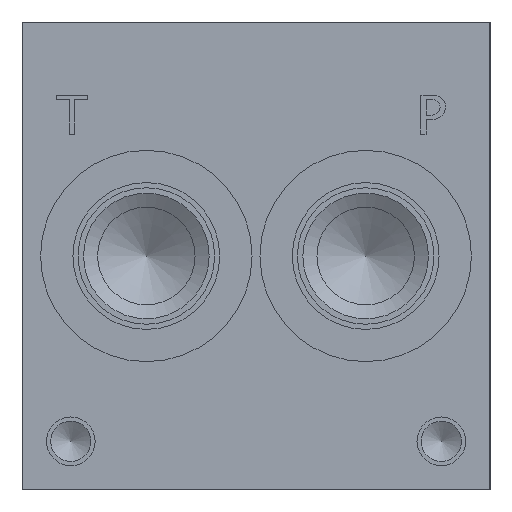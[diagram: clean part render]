
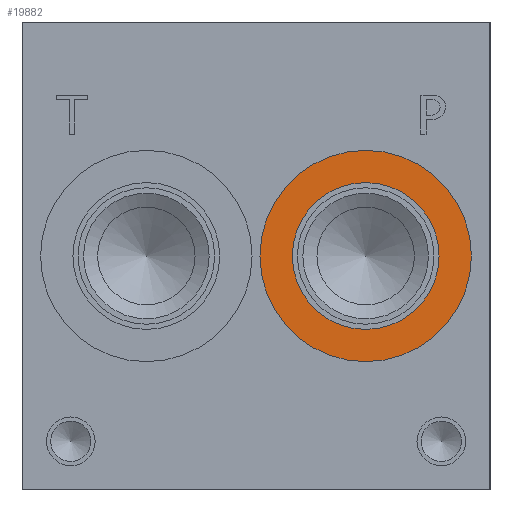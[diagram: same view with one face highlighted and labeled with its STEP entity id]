
A CAD part, left-side view. The second image highlights one B-rep face of the part: STEP entity #19882.
In plain terms, the highlighted planar face has unit normal (-1, 0, 0).
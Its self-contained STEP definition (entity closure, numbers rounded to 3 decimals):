
#635=CIRCLE('',#21068,17.209);
#636=CIRCLE('',#21069,17.209);
#637=CIRCLE('',#21070,11.951);
#1131=FACE_BOUND('',#3934,.T.);
#2723=FACE_OUTER_BOUND('',#3933,.T.);
#3933=EDGE_LOOP('',(#16786,#16787));
#3934=EDGE_LOOP('',(#16788));
#9123=VERTEX_POINT('',#33737);
#9124=VERTEX_POINT('',#33738);
#9125=VERTEX_POINT('',#33741);
#11793=EDGE_CURVE('',#9123,#9124,#635,.T.);
#11794=EDGE_CURVE('',#9124,#9123,#636,.T.);
#11795=EDGE_CURVE('',#9125,#9125,#637,.T.);
#16786=ORIENTED_EDGE('',*,*,#11793,.T.);
#16787=ORIENTED_EDGE('',*,*,#11794,.T.);
#16788=ORIENTED_EDGE('',*,*,#11795,.F.);
#18345=PLANE('',#21067);
#19882=ADVANCED_FACE('',(#2723,#1131),#18345,.T.);
#21067=AXIS2_PLACEMENT_3D('',#33736,#25078,#25079);
#21068=AXIS2_PLACEMENT_3D('',#33739,#25080,#25081);
#21069=AXIS2_PLACEMENT_3D('',#33740,#25082,#25083);
#21070=AXIS2_PLACEMENT_3D('',#33742,#25084,#25085);
#25078=DIRECTION('center_axis',(-1.,0.,0.));
#25079=DIRECTION('ref_axis',(0.,1.,0.));
#25080=DIRECTION('center_axis',(-1.,0.,0.));
#25081=DIRECTION('ref_axis',(0.,1.,0.));
#25082=DIRECTION('center_axis',(-1.,0.,0.));
#25083=DIRECTION('ref_axis',(0.,1.,0.));
#25084=DIRECTION('center_axis',(-1.,0.,0.));
#25085=DIRECTION('ref_axis',(0.,1.,0.));
#33736=CARTESIAN_POINT('Origin',(0.787,20.244,38.1));
#33737=CARTESIAN_POINT('',(0.787,37.452,38.1));
#33738=CARTESIAN_POINT('',(0.787,3.035,38.1));
#33739=CARTESIAN_POINT('Origin',(0.787,20.244,38.1));
#33740=CARTESIAN_POINT('Origin',(0.787,20.244,38.1));
#33741=CARTESIAN_POINT('',(0.787,8.293,38.1));
#33742=CARTESIAN_POINT('Origin',(0.787,20.244,38.1));
